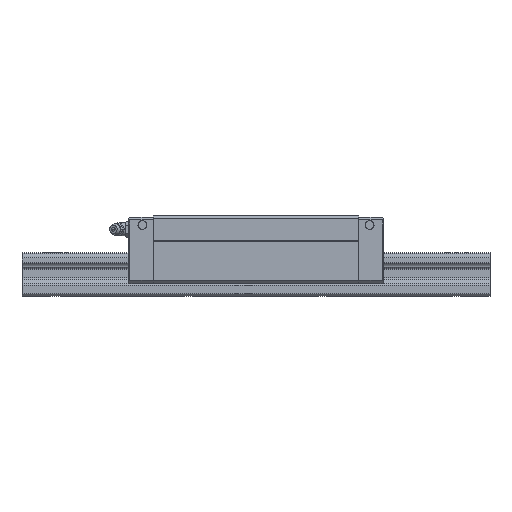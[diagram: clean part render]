
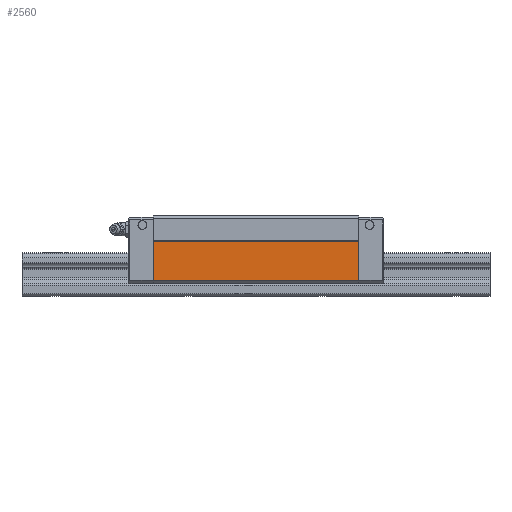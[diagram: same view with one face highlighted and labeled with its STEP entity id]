
A CAD part, top view. The second image highlights one B-rep face of the part: STEP entity #2560.
In plain terms, the highlighted planar face has unit normal (0, 0, 1).
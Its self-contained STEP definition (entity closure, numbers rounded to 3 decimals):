
#2320 = EDGE_CURVE( '', #2590, #2416, #5194, .T. );
#2416 = VERTEX_POINT( '', #5300 );
#2516 = EDGE_CURVE( '', #2416, #3918, #5408, .T. );
#2560 = ADVANCED_FACE( '', ( #5458 ), #5459, .T. );
#2590 = VERTEX_POINT( '', #5489 );
#2990 = VERTEX_POINT( '', #5928 );
#3028 = EDGE_CURVE( '', #2990, #3918, #5970, .T. );
#3690 = EDGE_CURVE( '', #2590, #2990, #6704, .T. );
#3918 = VERTEX_POINT( '', #6955 );
#5194 = LINE( '', #8727, #8728 );
#5300 = CARTESIAN_POINT( '', ( 181.5, 9., 34.5 ) );
#5408 = LINE( '', #9026, #9027 );
#5458 = FACE_OUTER_BOUND( '', #9084, .T. );
#5459 = PLANE( '', #9085 );
#5489 = CARTESIAN_POINT( '', ( 181.5, 32.8, 34.5 ) );
#5928 = CARTESIAN_POINT( '', ( 58.5, 32.8, 34.5 ) );
#5970 = LINE( '', #9881, #9882 );
#6704 = LINE( '', #10978, #10979 );
#6955 = CARTESIAN_POINT( '', ( 58.5, 9., 34.5 ) );
#8727 = CARTESIAN_POINT( '', ( 181.5, 32.8, 34.5 ) );
#8728 = VECTOR( '', #12965, 1. );
#9026 = CARTESIAN_POINT( '', ( 181.5, 9., 34.5 ) );
#9027 = VECTOR( '', #13184, 1. );
#9084 = EDGE_LOOP( '', ( #13238, #13239, #13240, #13241 ) );
#9085 = AXIS2_PLACEMENT_3D( '', #13242, #13243, #13244 );
#9881 = CARTESIAN_POINT( '', ( 58.5, 32.8, 34.5 ) );
#9882 = VECTOR( '', #13826, 1. );
#10978 = CARTESIAN_POINT( '', ( 181.5, 32.8, 34.5 ) );
#10979 = VECTOR( '', #14710, 1. );
#12965 = DIRECTION( '', ( 0., -1., 0. ) );
#13184 = DIRECTION( '', ( -1., 0., 0. ) );
#13238 = ORIENTED_EDGE( '', *, *, #3028, .T. );
#13239 = ORIENTED_EDGE( '', *, *, #2516, .F. );
#13240 = ORIENTED_EDGE( '', *, *, #2320, .F. );
#13241 = ORIENTED_EDGE( '', *, *, #3690, .T. );
#13242 = CARTESIAN_POINT( '', ( 181.5, 32.8, 34.5 ) );
#13243 = DIRECTION( '', ( 0., 0., 1. ) );
#13244 = DIRECTION( '', ( 0., 1., 0. ) );
#13826 = DIRECTION( '', ( 0., -1., 0. ) );
#14710 = DIRECTION( '', ( -1., 0., 0. ) );
